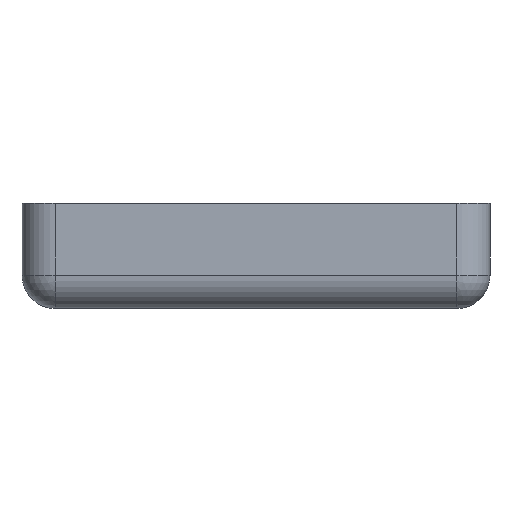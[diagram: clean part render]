
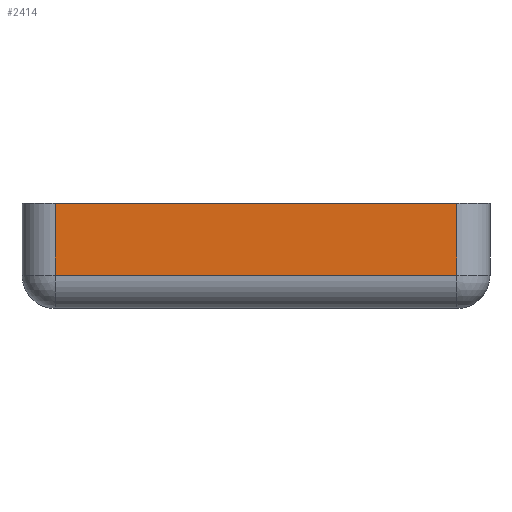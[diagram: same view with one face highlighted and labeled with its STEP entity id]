
A CAD part, left-side view. The second image highlights one B-rep face of the part: STEP entity #2414.
In plain terms, the highlighted planar face has unit normal (-1, 0, 0).
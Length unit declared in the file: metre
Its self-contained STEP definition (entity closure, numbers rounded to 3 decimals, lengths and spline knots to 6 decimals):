
#292=ORIENTED_EDGE('',*,*,#964,.T.);
#293=ORIENTED_EDGE('',*,*,#965,.T.);
#294=ORIENTED_EDGE('',*,*,#966,.T.);
#295=ORIENTED_EDGE('',*,*,#782,.F.);
#782=EDGE_CURVE('',#1126,#1127,#1351,.T.);
#964=EDGE_CURVE('',#1126,#1294,#1516,.T.);
#965=EDGE_CURVE('',#1294,#1295,#1517,.T.);
#966=EDGE_CURVE('',#1295,#1127,#1518,.F.);
#1126=VERTEX_POINT('',#3391);
#1127=VERTEX_POINT('',#3393);
#1294=VERTEX_POINT('',#3754);
#1295=VERTEX_POINT('',#3756);
#1351=LINE('',#3392,#1663);
#1516=LINE('',#3753,#1828);
#1517=LINE('',#3755,#1829);
#1518=LINE('',#3757,#1830);
#1663=VECTOR('',#2736,1.);
#1828=VECTOR('',#2959,1.);
#1829=VECTOR('',#2960,1.);
#1830=VECTOR('',#2961,1.);
#2004=EDGE_LOOP('',(#292,#293,#294,#295));
#2178=FACE_BOUND('',#2004,.T.);
#2308=PLANE('',#2573);
#2414=ADVANCED_FACE('',(#2178),#2308,.F.);
#2573=AXIS2_PLACEMENT_3D('',#3752,#2957,#2958);
#2736=DIRECTION('',(0.,-1.,0.));
#2957=DIRECTION('',(1.,0.,0.));
#2958=DIRECTION('',(0.,1.,0.));
#2959=DIRECTION('',(0.,0.,-1.));
#2960=DIRECTION('',(0.,-1.,0.));
#2961=DIRECTION('',(0.,0.,-1.));
#3391=CARTESIAN_POINT('',(-0.123187,0.070641,0.02));
#3392=CARTESIAN_POINT('',(-0.123187,0.032441,0.02));
#3393=CARTESIAN_POINT('',(-0.123187,-0.005759,0.02));
#3752=CARTESIAN_POINT('',(-0.123187,0.032441,0.02));
#3753=CARTESIAN_POINT('',(-0.123187,0.070641,0.02));
#3754=CARTESIAN_POINT('',(-0.123187,0.070641,0.00635));
#3755=CARTESIAN_POINT('',(-0.123187,0.032441,0.00635));
#3756=CARTESIAN_POINT('',(-0.123187,-0.005759,0.00635));
#3757=CARTESIAN_POINT('',(-0.123187,-0.005759,0.02));
